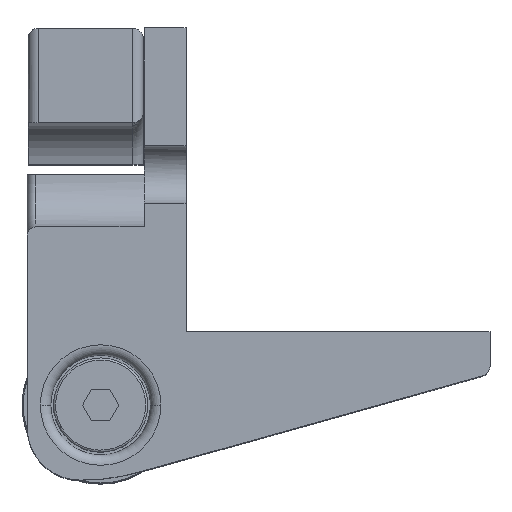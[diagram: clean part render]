
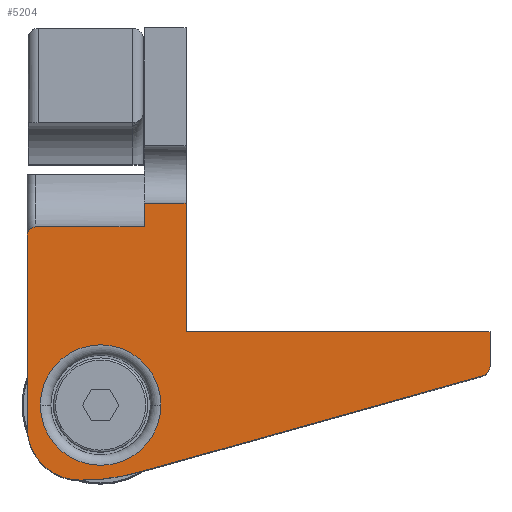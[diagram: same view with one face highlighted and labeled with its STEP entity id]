
A CAD part, top view. The second image highlights one B-rep face of the part: STEP entity #5204.
In plain terms, the highlighted planar face has unit normal (0, 0, 1).
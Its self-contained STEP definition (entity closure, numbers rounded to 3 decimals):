
#2692=CARTESIAN_POINT('Vertex',(11.,495.,49.)) ;
#2697=CARTESIAN_POINT('Axis2P3D Location',(11.,500.,49.)) ;
#2701=CARTESIAN_POINT('Vertex',(6.,500.,49.)) ;
#2983=CARTESIAN_POINT('Vertex',(21.15,509.15,49.)) ;
#2986=CARTESIAN_POINT('Line Origine',(35.65,509.15,49.)) ;
#2990=CARTESIAN_POINT('Vertex',(50.15,509.15,49.)) ;
#3059=CARTESIAN_POINT('Vertex',(17.15,521.4,49.)) ;
#3062=CARTESIAN_POINT('Line Origine',(19.15,521.4,49.)) ;
#3066=CARTESIAN_POINT('Vertex',(21.15,521.4,49.)) ;
#3165=CARTESIAN_POINT('Vertex',(17.15,519.15,49.)) ;
#3168=CARTESIAN_POINT('Line Origine',(17.15,531.15,49.)) ;
#3638=CARTESIAN_POINT('Axis2P3D Location',(0.,568.3,49.)) ;
#4741=CARTESIAN_POINT('Line Origine',(11.123,495.,49.)) ;
#4745=CARTESIAN_POINT('Vertex',(11.246,495.,49.)) ;
#4769=CARTESIAN_POINT('Vertex',(16.652,495.745,49.)) ;
#4772=CARTESIAN_POINT('Axis2P3D Location',(11.246,515.,49.)) ;
#4883=CARTESIAN_POINT('Line Origine',(50.15,507.529,49.)) ;
#4887=CARTESIAN_POINT('Vertex',(50.15,505.908,49.)) ;
#4907=CARTESIAN_POINT('Line Origine',(33.036,500.345,49.)) ;
#4911=CARTESIAN_POINT('Vertex',(49.42,504.945,49.)) ;
#4950=CARTESIAN_POINT('Axis2P3D Location',(49.15,505.908,49.)) ;
#5019=CARTESIAN_POINT('Vertex',(7.25,502.15,49.)) ;
#5022=CARTESIAN_POINT('Axis2P3D Location',(13.,502.15,49.)) ;
#5026=CARTESIAN_POINT('Vertex',(18.75,502.15,49.)) ;
#5046=CARTESIAN_POINT('Axis2P3D Location',(13.,502.15,49.)) ;
#5067=CARTESIAN_POINT('Vertex',(6.8,519.15,49.)) ;
#5072=CARTESIAN_POINT('Line Origine',(11.975,519.15,49.)) ;
#5168=CARTESIAN_POINT('Line Origine',(6.,509.175,49.)) ;
#5172=CARTESIAN_POINT('Vertex',(6.,518.35,49.)) ;
#5175=CARTESIAN_POINT('Line Origine',(21.15,515.275,49.)) ;
#5180=CARTESIAN_POINT('Axis2P3D Location',(6.8,518.35,49.)) ;
#2698=DIRECTION('Axis2P3D Direction',(-0.,0.,1.)) ;
#2987=DIRECTION('Vector Direction',(1.,0.,0.)) ;
#3063=DIRECTION('Vector Direction',(1.,0.,0.)) ;
#3169=DIRECTION('Vector Direction',(0.,-1.,0.)) ;
#3639=DIRECTION('Axis2P3D Direction',(0.,0.,1.)) ;
#3640=DIRECTION('Axis2P3D XDirection',(1.,0.,0.)) ;
#4742=DIRECTION('Vector Direction',(-1.,0.,0.)) ;
#4773=DIRECTION('Axis2P3D Direction',(-0.,0.,1.)) ;
#4884=DIRECTION('Vector Direction',(0.,-1.,0.)) ;
#4908=DIRECTION('Vector Direction',(-0.963,-0.27,0.)) ;
#4951=DIRECTION('Axis2P3D Direction',(0.,0.,1.)) ;
#5023=DIRECTION('Axis2P3D Direction',(0.,0.,1.)) ;
#5047=DIRECTION('Axis2P3D Direction',(-0.,0.,1.)) ;
#5073=DIRECTION('Vector Direction',(-1.,0.,0.)) ;
#5169=DIRECTION('Vector Direction',(0.,1.,0.)) ;
#5176=DIRECTION('Vector Direction',(0.,-1.,0.)) ;
#5181=DIRECTION('Axis2P3D Direction',(0.,0.,1.)) ;
#2699=AXIS2_PLACEMENT_3D('Circle Axis2P3D',#2697,#2698,$) ;
#3641=AXIS2_PLACEMENT_3D('Plane Axis2P3D',#3638,#3639,#3640) ;
#4774=AXIS2_PLACEMENT_3D('Circle Axis2P3D',#4772,#4773,$) ;
#4952=AXIS2_PLACEMENT_3D('Circle Axis2P3D',#4950,#4951,$) ;
#5024=AXIS2_PLACEMENT_3D('Circle Axis2P3D',#5022,#5023,$) ;
#5048=AXIS2_PLACEMENT_3D('Circle Axis2P3D',#5046,#5047,$) ;
#5182=AXIS2_PLACEMENT_3D('Circle Axis2P3D',#5180,#5181,$) ;
#5186=ORIENTED_EDGE('',*,*,#5174,.T.) ;
#5187=ORIENTED_EDGE('',*,*,#2703,.T.) ;
#5188=ORIENTED_EDGE('',*,*,#4747,.T.) ;
#5189=ORIENTED_EDGE('',*,*,#4776,.T.) ;
#5190=ORIENTED_EDGE('',*,*,#4913,.T.) ;
#5191=ORIENTED_EDGE('',*,*,#4954,.T.) ;
#5192=ORIENTED_EDGE('',*,*,#4889,.T.) ;
#5193=ORIENTED_EDGE('',*,*,#2992,.T.) ;
#5194=ORIENTED_EDGE('',*,*,#5179,.T.) ;
#5195=ORIENTED_EDGE('',*,*,#3068,.F.) ;
#5196=ORIENTED_EDGE('',*,*,#3172,.T.) ;
#5197=ORIENTED_EDGE('',*,*,#5076,.T.) ;
#5198=ORIENTED_EDGE('',*,*,#5184,.T.) ;
#5201=ORIENTED_EDGE('',*,*,#5050,.T.) ;
#5202=ORIENTED_EDGE('',*,*,#5028,.T.) ;
#5203=FACE_BOUND('',#5200,.T.) ;
#2988=VECTOR('Line Direction',#2987,1.) ;
#3064=VECTOR('Line Direction',#3063,1.) ;
#3170=VECTOR('Line Direction',#3169,1.) ;
#4743=VECTOR('Line Direction',#4742,1.) ;
#4885=VECTOR('Line Direction',#4884,1.) ;
#4909=VECTOR('Line Direction',#4908,1.) ;
#5074=VECTOR('Line Direction',#5073,1.) ;
#5170=VECTOR('Line Direction',#5169,1.) ;
#5177=VECTOR('Line Direction',#5176,1.) ;
#5204=ADVANCED_FACE('HYPERCUBE-EVO-0016-V2_NGEN.1\\Corps principal',(#5199,#5203),#3642,.T.) ;
#2700=CIRCLE('generated circle',#2699,5.) ;
#4775=CIRCLE('generated circle',#4774,20.) ;
#4953=CIRCLE('generated circle',#4952,1.) ;
#5025=CIRCLE('generated circle',#5024,5.75) ;
#5049=CIRCLE('generated circle',#5048,5.75) ;
#5183=CIRCLE('generated circle',#5182,0.8) ;
#2703=EDGE_CURVE('',#2702,#2693,#2700,.T.) ;
#2992=EDGE_CURVE('',#2991,#2984,#2989,.F.) ;
#3068=EDGE_CURVE('',#3060,#3067,#3065,.T.) ;
#3172=EDGE_CURVE('',#3060,#3166,#3171,.T.) ;
#4747=EDGE_CURVE('',#2693,#4746,#4744,.F.) ;
#4776=EDGE_CURVE('',#4746,#4770,#4775,.T.) ;
#4889=EDGE_CURVE('',#4888,#2991,#4886,.F.) ;
#4913=EDGE_CURVE('',#4770,#4912,#4910,.F.) ;
#4954=EDGE_CURVE('',#4912,#4888,#4953,.T.) ;
#5028=EDGE_CURVE('',#5027,#5020,#5025,.F.) ;
#5050=EDGE_CURVE('',#5020,#5027,#5049,.F.) ;
#5076=EDGE_CURVE('',#3166,#5068,#5075,.T.) ;
#5174=EDGE_CURVE('',#5173,#2702,#5171,.F.) ;
#5179=EDGE_CURVE('',#2984,#3067,#5178,.F.) ;
#5184=EDGE_CURVE('',#5068,#5173,#5183,.T.) ;
#5185=EDGE_LOOP('',(#5186,#5187,#5188,#5189,#5190,#5191,#5192,#5193,#5194,#5195,#5196,#5197,#5198)) ;
#5200=EDGE_LOOP('',(#5201,#5202)) ;
#5199=FACE_OUTER_BOUND('',#5185,.T.) ;
#2989=LINE('Line',#2986,#2988) ;
#3065=LINE('Line',#3062,#3064) ;
#3171=LINE('Line',#3168,#3170) ;
#4744=LINE('Line',#4741,#4743) ;
#4886=LINE('Line',#4883,#4885) ;
#4910=LINE('Line',#4907,#4909) ;
#5075=LINE('Line',#5072,#5074) ;
#5171=LINE('Line',#5168,#5170) ;
#5178=LINE('Line',#5175,#5177) ;
#3642=PLANE('',#3641) ;
#2693=VERTEX_POINT('',#2692) ;
#2702=VERTEX_POINT('',#2701) ;
#2984=VERTEX_POINT('',#2983) ;
#2991=VERTEX_POINT('',#2990) ;
#3060=VERTEX_POINT('',#3059) ;
#3067=VERTEX_POINT('',#3066) ;
#3166=VERTEX_POINT('',#3165) ;
#4746=VERTEX_POINT('',#4745) ;
#4770=VERTEX_POINT('',#4769) ;
#4888=VERTEX_POINT('',#4887) ;
#4912=VERTEX_POINT('',#4911) ;
#5020=VERTEX_POINT('',#5019) ;
#5027=VERTEX_POINT('',#5026) ;
#5068=VERTEX_POINT('',#5067) ;
#5173=VERTEX_POINT('',#5172) ;
